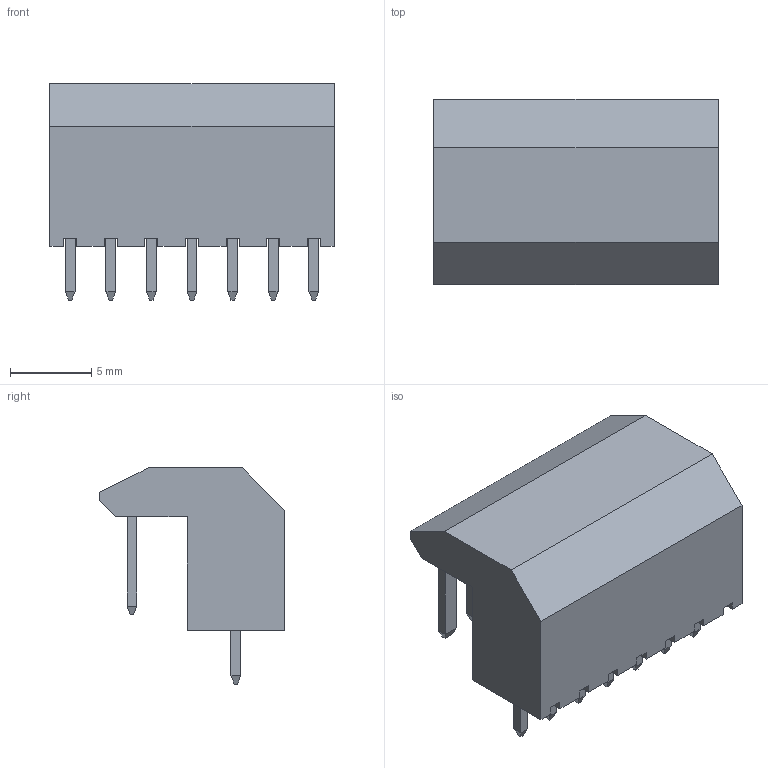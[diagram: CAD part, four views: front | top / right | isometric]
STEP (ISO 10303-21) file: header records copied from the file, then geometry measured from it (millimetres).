
FILE_DESCRIPTION(('FreeCAD Model'),'2;1');
FILE_NAME('Open CASCADE Shape Model','2021-07-29T09:43:26',( 'kicad StepUp'),('ksu MCAD'),'Open CASCADE STEP processor 7.4', 'FreeCAD','Unknown');
FILE_SCHEMA(('AUTOMOTIVE_DESIGN { 1 0 10303 214 1 1 1 1 }'));
Length unit declared in the file: millimetre
Products named in the file (1): JST_NH_BE7P-SHF-1AA_1x07_P2.50mm_Vertical.copy
Bounding box: 17.5 x 11.4 x 13.3 mm (x, y, z)
Volume: 1242.6 mm3; surface area: 1070.1 mm2
Topology: 15 solids, 15 shells, 179 faces, 391 edges, 242 vertices
Faces by surface type: plane 123, bspline 56
Entity records: 10783 total; most frequent: CARTESIAN_POINT 2155, DIRECTION 1029, ORIENTED_EDGE 782, PCURVE 782, DEFINITIONAL_REPRESENTATION 782, LINE 781, VECTOR 781, B_SPLINE_CURVE_WITH_KNOTS 392
